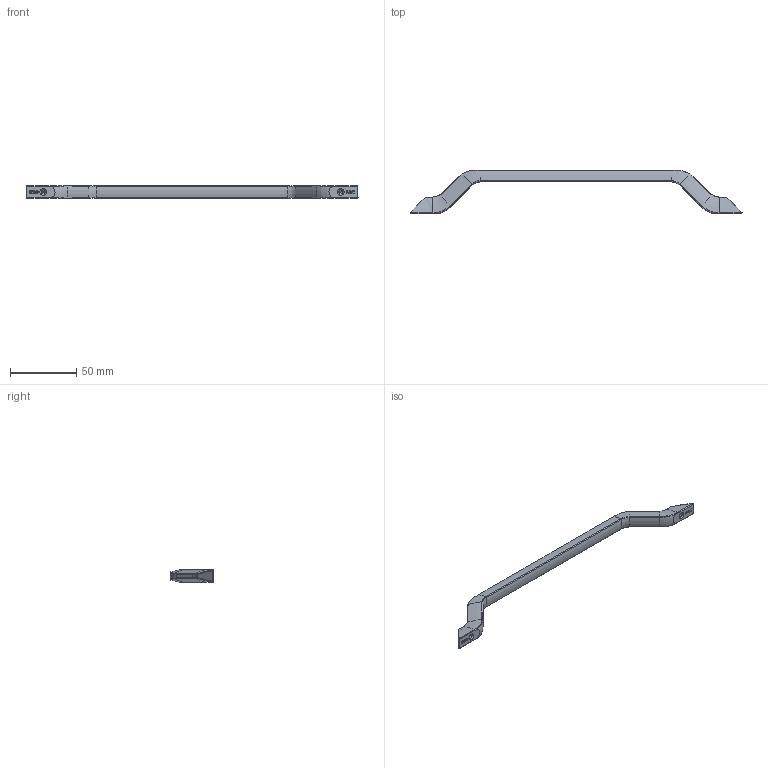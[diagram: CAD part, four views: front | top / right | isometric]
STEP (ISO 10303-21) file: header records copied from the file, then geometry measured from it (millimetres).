
FILE_DESCRIPTION(('Creo Elements/Direct Modeling STEP Export'),'2;1');
FILE_NAME('2471-250.stp','2020-11-03T14:46:08',(''),(''),'Creo Elements/Direct Modeling STEP processor for AP214 (Solid Model)','Creo Elements/Direct Modeling 20.0 12-Nov-2016 (C) Parametric Technology GmbH','');
FILE_SCHEMA(('AUTOMOTIVE_DESIGN { 1 0 10303 214 1 1 1 1 }'));
Length unit declared in the file: millimetre
Products named in the file (1): ZN-10791
Bounding box: 249.99 x 32.4 x 9.36 mm (x, y, z)
Volume: 18625.2 mm3; surface area: 9031.6 mm2
Topology: 1 solids, 1 shells, 413 faces, 1107 edges, 706 vertices
Faces by surface type: plane 292, bspline 54, cylinder 49, torus 10, cone 8
Entity records: 15914 total; most frequent: CARTESIAN_POINT 5991, ORIENTED_EDGE 2204, DIRECTION 1796, EDGE_CURVE 1102, VECTOR 882, LINE 882, VERTEX_POINT 706, AXIS2_PLACEMENT_3D 457
